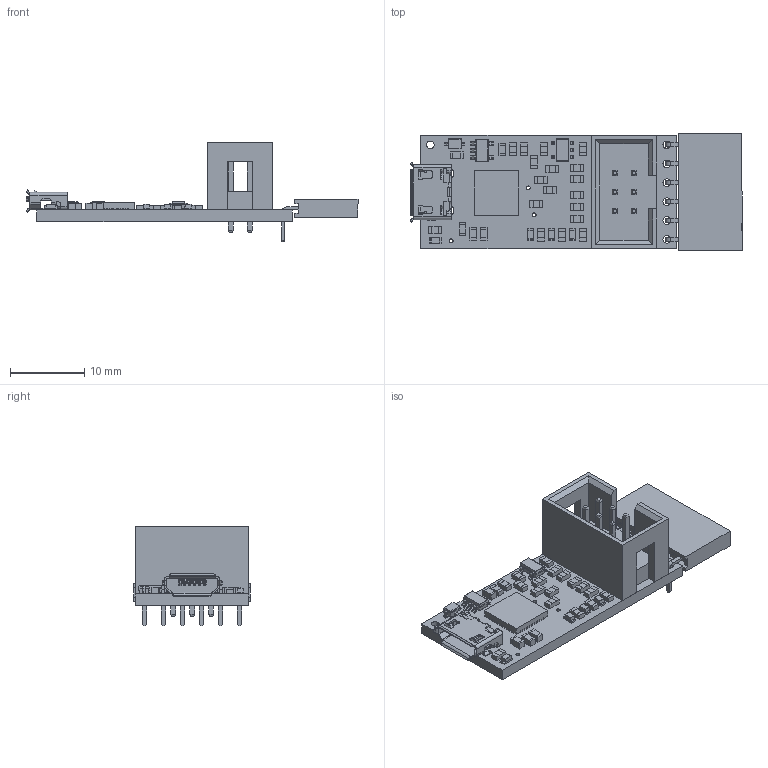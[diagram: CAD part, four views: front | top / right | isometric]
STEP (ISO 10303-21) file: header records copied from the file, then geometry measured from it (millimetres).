
FILE_DESCRIPTION (( 'STEP AP214' ), '1' );
FILE_NAME ('pololu-usb-avr-programmer-v2-1.step', '2018-03-30T22:06:04', ( '' ), ( '' ), 'SwSTEP 2.0', 'SolidWorks 2016', '' );
FILE_SCHEMA (( 'AUTOMOTIVE_DESIGN' ));
Length unit declared in the file: millimetre
Products named in the file (1): pololu-usb-avr-programmer-v2-1
Bounding box: 44.59 x 15.64 x 13.39 mm (x, y, z)
Volume: 1741.8 mm3; surface area: 3239.5 mm2
Topology: 2 solids, 2 shells, 1894 faces, 5322 edges, 3454 vertices
Faces by surface type: plane 1390, cylinder 361, bspline 129, cone 6, torus 4, sphere 4
Entity records: 85435 total; most frequent: CARTESIAN_POINT 16823, ORIENTED_EDGE 10640, DIRECTION 9016, EDGE_CURVE 5320, LINE 4188, VECTOR 4188, VERTEX_POINT 3454, AXIS2_PLACEMENT_3D 2414
